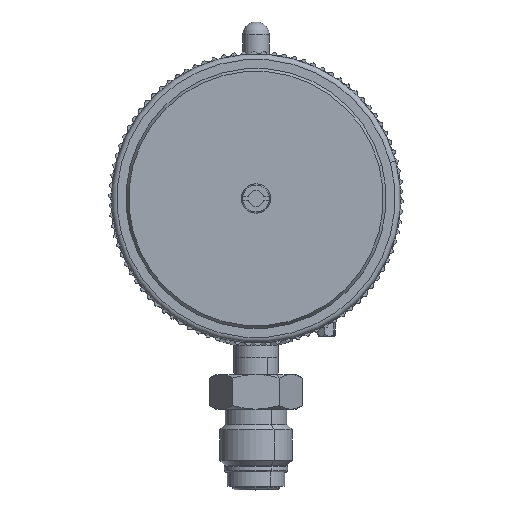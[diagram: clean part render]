
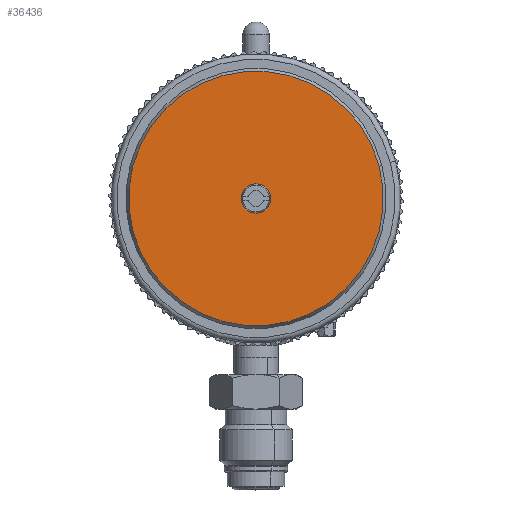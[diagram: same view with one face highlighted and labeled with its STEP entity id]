
A CAD part, top view. The second image highlights one B-rep face of the part: STEP entity #36436.
In plain terms, the highlighted planar face has unit normal (0, 0, 1).
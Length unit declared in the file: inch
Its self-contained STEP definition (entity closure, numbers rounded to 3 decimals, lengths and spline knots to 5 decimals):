
#1586 = CARTESIAN_POINT ( 'NONE',  ( 0.20706, 0.02213, 1.82118 ) ) ;
#2322 = DIRECTION ( 'NONE',  ( 0., 0., 1. ) ) ;
#3389 = DIRECTION ( 'NONE',  ( 0., 0., 1. ) ) ;
#3631 = ORIENTED_EDGE ( 'NONE', *, *, #43641, .F. ) ;
#3904 = VERTEX_POINT ( 'NONE', #16188 ) ;
#4268 = AXIS2_PLACEMENT_3D ( 'NONE', #1586, #44649, #23117 ) ;
#4378 = VERTEX_POINT ( 'NONE', #10367 ) ;
#6680 = CARTESIAN_POINT ( 'NONE',  ( 0.20706, 0.02213, 1.82118 ) ) ;
#10006 = FACE_OUTER_BOUND ( 'NONE', #12451, .T. ) ;
#10256 = DIRECTION ( 'NONE',  ( 0.966, 0.259, 0. ) ) ;
#10367 = CARTESIAN_POINT ( 'NONE',  ( 0.31812, 0.05195, 1.82118 ) ) ;
#12435 = VERTEX_POINT ( 'NONE', #33788 ) ;
#12451 = EDGE_LOOP ( 'NONE', ( #42492, #25693 ) ) ;
#14447 = CIRCLE ( 'NONE', #21653, 0.115 ) ;
#16188 = CARTESIAN_POINT ( 'NONE',  ( 0.09599, -0.00769, 1.82118 ) ) ;
#16379 = CARTESIAN_POINT ( 'NONE',  ( 0.20706, 0.02213, 1.82118 ) ) ;
#19543 = FACE_BOUND ( 'NONE', #27504, .T. ) ;
#19750 = CIRCLE ( 'NONE', #37824, 0.115 ) ;
#19942 = DIRECTION ( 'NONE',  ( 0.966, 0.259, 0. ) ) ;
#21653 = AXIS2_PLACEMENT_3D ( 'NONE', #16379, #41450, #19942 ) ;
#22222 = CARTESIAN_POINT ( 'NONE',  ( -0.75203, -0.23541, 1.82118 ) ) ;
#22418 = VERTEX_POINT ( 'NONE', #22222 ) ;
#23117 = DIRECTION ( 'NONE',  ( -0.966, -0.259, 0. ) ) ;
#23739 = CARTESIAN_POINT ( 'NONE',  ( 0.20706, 0.02213, 1.82118 ) ) ;
#24843 = CARTESIAN_POINT ( 'NONE',  ( 0.20706, 0.02213, 1.82118 ) ) ;
#25693 = ORIENTED_EDGE ( 'NONE', *, *, #27987, .T. ) ;
#26147 = AXIS2_PLACEMENT_3D ( 'NONE', #23739, #2322, #27369 ) ;
#26633 = ORIENTED_EDGE ( 'NONE', *, *, #36925, .F. ) ;
#27369 = DIRECTION ( 'NONE',  ( -0.966, -0.259, 0. ) ) ;
#27504 = EDGE_LOOP ( 'NONE', ( #26633, #3631 ) ) ;
#27987 = EDGE_CURVE ( 'NONE', #12435, #22418, #42614, .T. ) ;
#28437 = DIRECTION ( 'NONE',  ( -0.966, -0.259, 0. ) ) ;
#31718 = DIRECTION ( 'NONE',  ( 0., 0., 1. ) ) ;
#33788 = CARTESIAN_POINT ( 'NONE',  ( 1.16614, 0.27967, 1.82118 ) ) ;
#36198 = CIRCLE ( 'NONE', #38019, 0.99306 ) ;
#36436 = ADVANCED_FACE ( 'NONE', ( #19543, #10006 ), #41016, .F. ) ;
#36925 = EDGE_CURVE ( 'NONE', #4378, #3904, #14447, .T. ) ;
#37824 = AXIS2_PLACEMENT_3D ( 'NONE', #6680, #31718, #10256 ) ;
#38019 = AXIS2_PLACEMENT_3D ( 'NONE', #24843, #3389, #28437 ) ;
#40942 = EDGE_CURVE ( 'NONE', #22418, #12435, #36198, .T. ) ;
#41016 = PLANE ( 'NONE',  #4268 ) ;
#41450 = DIRECTION ( 'NONE',  ( 0., 0., 1. ) ) ;
#42492 = ORIENTED_EDGE ( 'NONE', *, *, #40942, .T. ) ;
#42614 = CIRCLE ( 'NONE', #26147, 0.99306 ) ;
#43641 = EDGE_CURVE ( 'NONE', #3904, #4378, #19750, .T. ) ;
#44649 = DIRECTION ( 'NONE',  ( 0., 0., -1. ) ) ;
